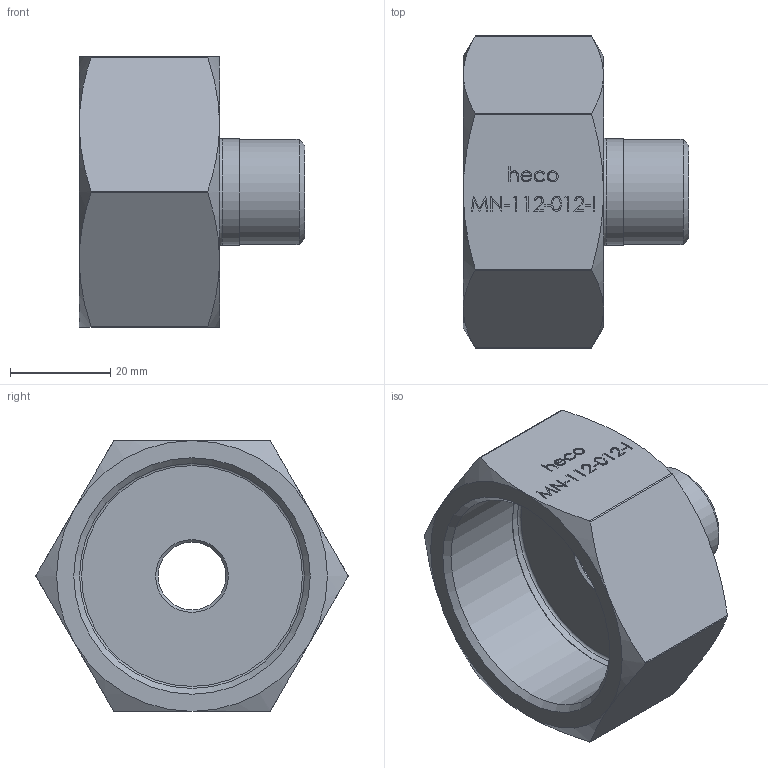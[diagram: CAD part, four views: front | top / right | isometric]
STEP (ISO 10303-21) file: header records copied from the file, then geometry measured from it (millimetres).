
FILE_DESCRIPTION (( 'STEP AP214' ), '1' );
FILE_NAME ('heco_MN-112-012-I.STEP', '2016-06-21T08:13:11', ( '' ), ( '' ), 'SwSTEP 2.0', 'SolidWorks 2011', '' );
FILE_SCHEMA (( 'AUTOMOTIVE_DESIGN' ));
Length unit declared in the file: millimetre
Products named in the file (1): heco_MN-112-012-I
Bounding box: 45 x 62.26 x 54 mm (x, y, z)
Volume: 40202.1 mm3; surface area: 14647.8 mm2
Topology: 1 solids, 1 shells, 198 faces, 503 edges, 330 vertices
Faces by surface type: plane 113, bspline 56, cone 16, cylinder 11, torus 2
Full cylindrical faces by diameter (mm): 13.5 x1, 20.955 x1, 21.155 x1, 44.845 x1, 45.045 x1
Entity records: 9476 total; most frequent: CARTESIAN_POINT 4685, ORIENTED_EDGE 980, DIRECTION 656, EDGE_CURVE 490, VERTEX_POINT 328, LINE 314, VECTOR 314, EDGE_LOOP 234
